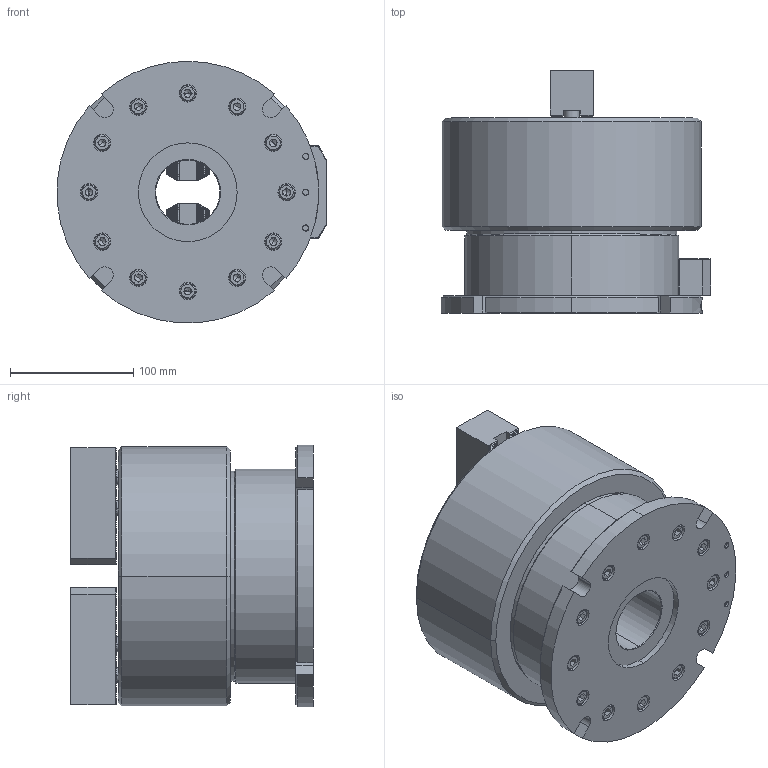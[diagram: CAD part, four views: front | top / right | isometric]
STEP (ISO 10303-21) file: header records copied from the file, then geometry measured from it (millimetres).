
FILE_DESCRIPTION (( 'STEP AP203' ), '1' );
FILE_NAME ('CF-VH-208.STEP', '2017-12-15T07:24:06', ( 'temp' ), ( '' ), 'SwSTEP 2.0', 'SolidWorks 2016', '' );
FILE_SCHEMA (( 'CONFIG_CONTROL_DESIGN' ));
Length unit declared in the file: metre
Products named in the file (13): M12x30; VH-08缸體; 2H-08(VH208); M8x20; M12x90; VH-08油路板; CF-VH-208; M6x35; 2H-08本體; 2H-08防塵蓋; M5x10半圓頭; SJ-08; VH-08底座
Assembly tree (37 placements, depth 3):
  CF-VH-208
    VH-08底座
    VH-08缸體
    M8x20  x12
    VH-08油路板
    M6x35  x3
    2H-08(VH208)
      2H-08本體
      2H-08防塵蓋
      M5x10半圓頭  x4
      SJ-08  x2
      M12x30  x4
    M12x90  x6
Bounding box: 218.16 x 196.25 x 211.66 mm (x, y, z)
Volume: 3861084.8 mm3; surface area: 505734.6 mm2
Topology: 36 solids, 36 shells, 2220 faces, 5875 edges, 3724 vertices
Faces by surface type: plane 1310, cylinder 601, cone 299, sphere 8, torus 2
Entity records: 36321 total; most frequent: CARTESIAN_POINT 7141, ORIENTED_EDGE 5786, DIRECTION 5524, EDGE_CURVE 2893, VERTEX_POINT 1882, VECTOR 1874, LINE 1874, AXIS2_PLACEMENT_3D 1825
